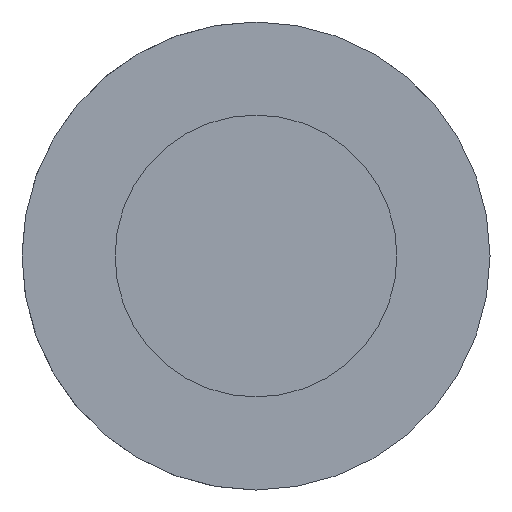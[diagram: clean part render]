
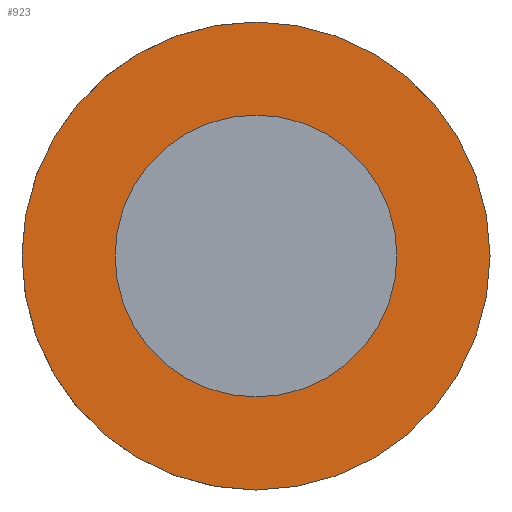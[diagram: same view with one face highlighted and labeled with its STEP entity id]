
A CAD part, left-side view. The second image highlights one B-rep face of the part: STEP entity #923.
In plain terms, the highlighted planar face has unit normal (-1, 0, 0).
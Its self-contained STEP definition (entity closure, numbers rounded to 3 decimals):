
#669 = CYLINDRICAL_SURFACE('',#670,41.5);
#670 = AXIS2_PLACEMENT_3D('',#671,#672,#673);
#671 = CARTESIAN_POINT('',(547.493,0.,880.));
#672 = DIRECTION('',(1.,0.,0.));
#673 = DIRECTION('',(0.,1.,0.));
#923 = ADVANCED_FACE('',(#924,#1028),#939,.T.);
#924 = FACE_BOUND('',#925,.T.);
#925 = EDGE_LOOP('',(#926,#984));
#926 = ORIENTED_EDGE('',*,*,#927,.F.);
#927 = EDGE_CURVE('',#928,#930,#932,.T.);
#928 = VERTEX_POINT('',#929);
#929 = CARTESIAN_POINT('',(517.,-25.,880.));
#930 = VERTEX_POINT('',#931);
#931 = CARTESIAN_POINT('',(517.,0.,905.));
#932 = SURFACE_CURVE('',#933,(#938,#950),.PCURVE_S1.);
#933 = CIRCLE('',#934,25.);
#934 = AXIS2_PLACEMENT_3D('',#935,#936,#937);
#935 = CARTESIAN_POINT('',(517.,0.,880.));
#936 = DIRECTION('',(-1.,0.,0.));
#937 = DIRECTION('',(0.,-1.,0.));
#938 = PCURVE('',#939,#944);
#939 = PLANE('',#940);
#940 = AXIS2_PLACEMENT_3D('',#941,#942,#943);
#941 = CARTESIAN_POINT('',(517.,41.5,880.));
#942 = DIRECTION('',(-1.,0.,0.));
#943 = DIRECTION('',(0.,-1.,0.));
#944 = DEFINITIONAL_REPRESENTATION('',(#945),#949);
#945 = CIRCLE('',#946,25.);
#946 = AXIS2_PLACEMENT_2D('',#947,#948);
#947 = CARTESIAN_POINT('',(41.5,0.));
#948 = DIRECTION('',(1.,0.));
#949 = ( GEOMETRIC_REPRESENTATION_CONTEXT(2) 
PARAMETRIC_REPRESENTATION_CONTEXT() REPRESENTATION_CONTEXT('2D SPACE',''
  ) );
#950 = PCURVE('',#951,#956);
#951 = CYLINDRICAL_SURFACE('',#952,25.);
#952 = AXIS2_PLACEMENT_3D('',#953,#954,#955);
#953 = CARTESIAN_POINT('',(517.,0.,880.));
#954 = DIRECTION('',(-1.,0.,0.));
#955 = DIRECTION('',(0.,0.,1.));
#956 = DEFINITIONAL_REPRESENTATION('',(#957),#983);
#957 = B_SPLINE_CURVE_WITH_KNOTS('',3,(#958,#959,#960,#961,#962,#963,
    #964,#965,#966,#967,#968,#969,#970,#971,#972,#973,#974,#975,#976,
    #977,#978,#979,#980,#981,#982),.UNSPECIFIED.,.F.,.F.,(4,1,1,1,1,1,1,
    1,1,1,1,1,1,1,1,1,1,1,1,1,1,1,4),(0.,0.286,
    0.571,0.857,1.142,1.428,
    1.714,1.999,2.285,2.57,
    2.856,3.142,3.427,3.713,
    3.998,4.284,4.57,4.855,
    5.141,5.426,5.712,5.998,
    6.283),.QUASI_UNIFORM_KNOTS.);
#958 = CARTESIAN_POINT('',(4.712,0.));
#959 = CARTESIAN_POINT('',(4.808,0.));
#960 = CARTESIAN_POINT('',(4.998,0.));
#961 = CARTESIAN_POINT('',(5.284,0.));
#962 = CARTESIAN_POINT('',(5.569,0.));
#963 = CARTESIAN_POINT('',(5.855,0.));
#964 = CARTESIAN_POINT('',(6.14,0.));
#965 = CARTESIAN_POINT('',(6.426,0.));
#966 = CARTESIAN_POINT('',(6.712,0.));
#967 = CARTESIAN_POINT('',(6.997,0.));
#968 = CARTESIAN_POINT('',(7.283,0.));
#969 = CARTESIAN_POINT('',(7.568,0.));
#970 = CARTESIAN_POINT('',(7.854,0.));
#971 = CARTESIAN_POINT('',(8.14,0.));
#972 = CARTESIAN_POINT('',(8.425,0.));
#973 = CARTESIAN_POINT('',(8.711,0.));
#974 = CARTESIAN_POINT('',(8.996,0.));
#975 = CARTESIAN_POINT('',(9.282,0.));
#976 = CARTESIAN_POINT('',(9.568,0.));
#977 = CARTESIAN_POINT('',(9.853,0.));
#978 = CARTESIAN_POINT('',(10.139,0.));
#979 = CARTESIAN_POINT('',(10.424,0.));
#980 = CARTESIAN_POINT('',(10.71,0.));
#981 = CARTESIAN_POINT('',(10.9,0.));
#982 = CARTESIAN_POINT('',(10.996,0.));
#983 = ( GEOMETRIC_REPRESENTATION_CONTEXT(2) 
PARAMETRIC_REPRESENTATION_CONTEXT() REPRESENTATION_CONTEXT('2D SPACE',''
  ) );
#984 = ORIENTED_EDGE('',*,*,#985,.F.);
#985 = EDGE_CURVE('',#930,#928,#986,.T.);
#986 = SURFACE_CURVE('',#987,(#992,#999),.PCURVE_S1.);
#987 = CIRCLE('',#988,25.);
#988 = AXIS2_PLACEMENT_3D('',#989,#990,#991);
#989 = CARTESIAN_POINT('',(517.,0.,880.));
#990 = DIRECTION('',(-1.,0.,0.));
#991 = DIRECTION('',(0.,-1.,0.));
#992 = PCURVE('',#939,#993);
#993 = DEFINITIONAL_REPRESENTATION('',(#994),#998);
#994 = CIRCLE('',#995,25.);
#995 = AXIS2_PLACEMENT_2D('',#996,#997);
#996 = CARTESIAN_POINT('',(41.5,0.));
#997 = DIRECTION('',(1.,0.));
#998 = ( GEOMETRIC_REPRESENTATION_CONTEXT(2) 
PARAMETRIC_REPRESENTATION_CONTEXT() REPRESENTATION_CONTEXT('2D SPACE',''
  ) );
#999 = PCURVE('',#951,#1000);
#1000 = DEFINITIONAL_REPRESENTATION('',(#1001),#1027);
#1001 = B_SPLINE_CURVE_WITH_KNOTS('',3,(#1002,#1003,#1004,#1005,#1006,
    #1007,#1008,#1009,#1010,#1011,#1012,#1013,#1014,#1015,#1016,#1017,
    #1018,#1019,#1020,#1021,#1022,#1023,#1024,#1025,#1026),
  .UNSPECIFIED.,.F.,.F.,(4,1,1,1,1,1,1,1,1,1,1,1,1,1,1,1,1,1,1,1,1,1,4),
  (0.,0.286,0.571,0.857,1.142,
    1.428,1.714,1.999,2.285,
    2.57,2.856,3.142,3.427,
    3.713,3.998,4.284,4.57,
    4.855,5.141,5.426,5.712,
    5.998,6.283),.QUASI_UNIFORM_KNOTS.);
#1002 = CARTESIAN_POINT('',(-1.571,0.));
#1003 = CARTESIAN_POINT('',(-1.476,0.));
#1004 = CARTESIAN_POINT('',(-1.285,0.));
#1005 = CARTESIAN_POINT('',(-1.,0.));
#1006 = CARTESIAN_POINT('',(-0.714,0.));
#1007 = CARTESIAN_POINT('',(-0.428,0.));
#1008 = CARTESIAN_POINT('',(-0.143,0.));
#1009 = CARTESIAN_POINT('',(0.143,0.));
#1010 = CARTESIAN_POINT('',(0.428,0.));
#1011 = CARTESIAN_POINT('',(0.714,0.));
#1012 = CARTESIAN_POINT('',(1.,0.));
#1013 = CARTESIAN_POINT('',(1.285,0.));
#1014 = CARTESIAN_POINT('',(1.571,0.));
#1015 = CARTESIAN_POINT('',(1.856,0.));
#1016 = CARTESIAN_POINT('',(2.142,0.));
#1017 = CARTESIAN_POINT('',(2.428,0.));
#1018 = CARTESIAN_POINT('',(2.713,0.));
#1019 = CARTESIAN_POINT('',(2.999,0.));
#1020 = CARTESIAN_POINT('',(3.284,0.));
#1021 = CARTESIAN_POINT('',(3.57,0.));
#1022 = CARTESIAN_POINT('',(3.856,0.));
#1023 = CARTESIAN_POINT('',(4.141,0.));
#1024 = CARTESIAN_POINT('',(4.427,0.));
#1025 = CARTESIAN_POINT('',(4.617,0.));
#1026 = CARTESIAN_POINT('',(4.712,0.));
#1027 = ( GEOMETRIC_REPRESENTATION_CONTEXT(2) 
PARAMETRIC_REPRESENTATION_CONTEXT() REPRESENTATION_CONTEXT('2D SPACE',''
  ) );
#1028 = FACE_BOUND('',#1029,.T.);
#1029 = EDGE_LOOP('',(#1030));
#1030 = ORIENTED_EDGE('',*,*,#1031,.F.);
#1031 = EDGE_CURVE('',#1032,#1032,#1034,.T.);
#1032 = VERTEX_POINT('',#1033);
#1033 = CARTESIAN_POINT('',(517.,41.5,880.));
#1034 = SURFACE_CURVE('',#1035,(#1040,#1051),.PCURVE_S1.);
#1035 = CIRCLE('',#1036,41.5);
#1036 = AXIS2_PLACEMENT_3D('',#1037,#1038,#1039);
#1037 = CARTESIAN_POINT('',(517.,0.,880.));
#1038 = DIRECTION('',(1.,0.,0.));
#1039 = DIRECTION('',(0.,1.,0.));
#1040 = PCURVE('',#939,#1041);
#1041 = DEFINITIONAL_REPRESENTATION('',(#1042),#1050);
#1042 = ( BOUNDED_CURVE() B_SPLINE_CURVE(2,(#1043,#1044,#1045,#1046,
#1047,#1048,#1049),.UNSPECIFIED.,.F.,.F.) B_SPLINE_CURVE_WITH_KNOTS((1,2
    ,2,2,2,1),(-2.094,0.,2.094,4.189,
6.283,8.378),.UNSPECIFIED.) CURVE() 
GEOMETRIC_REPRESENTATION_ITEM() RATIONAL_B_SPLINE_CURVE((1.,0.5,1.,0.5,
1.,0.5,1.)) REPRESENTATION_ITEM('') );
#1043 = CARTESIAN_POINT('',(0.,0.));
#1044 = CARTESIAN_POINT('',(0.,71.88));
#1045 = CARTESIAN_POINT('',(62.25,35.94));
#1046 = CARTESIAN_POINT('',(124.5,0.));
#1047 = CARTESIAN_POINT('',(62.25,-35.94));
#1048 = CARTESIAN_POINT('',(0.,-71.88));
#1049 = CARTESIAN_POINT('',(0.,0.));
#1050 = ( GEOMETRIC_REPRESENTATION_CONTEXT(2) 
PARAMETRIC_REPRESENTATION_CONTEXT() REPRESENTATION_CONTEXT('2D SPACE',''
  ) );
#1051 = PCURVE('',#669,#1052);
#1052 = DEFINITIONAL_REPRESENTATION('',(#1053),#1079);
#1053 = B_SPLINE_CURVE_WITH_KNOTS('',3,(#1054,#1055,#1056,#1057,#1058,
    #1059,#1060,#1061,#1062,#1063,#1064,#1065,#1066,#1067,#1068,#1069,
    #1070,#1071,#1072,#1073,#1074,#1075,#1076,#1077,#1078),
  .UNSPECIFIED.,.F.,.F.,(4,1,1,1,1,1,1,1,1,1,1,1,1,1,1,1,1,1,1,1,1,1,4),
  (0.,0.286,0.571,0.857,1.142,
    1.428,1.714,1.999,2.285,
    2.57,2.856,3.142,3.427,
    3.713,3.998,4.284,4.57,
    4.855,5.141,5.426,5.712,
    5.998,6.283),.QUASI_UNIFORM_KNOTS.);
#1054 = CARTESIAN_POINT('',(0.,-30.493));
#1055 = CARTESIAN_POINT('',(0.095,-30.493));
#1056 = CARTESIAN_POINT('',(0.286,-30.493));
#1057 = CARTESIAN_POINT('',(0.571,-30.493));
#1058 = CARTESIAN_POINT('',(0.857,-30.493));
#1059 = CARTESIAN_POINT('',(1.142,-30.493));
#1060 = CARTESIAN_POINT('',(1.428,-30.493));
#1061 = CARTESIAN_POINT('',(1.714,-30.493));
#1062 = CARTESIAN_POINT('',(1.999,-30.493));
#1063 = CARTESIAN_POINT('',(2.285,-30.493));
#1064 = CARTESIAN_POINT('',(2.57,-30.493));
#1065 = CARTESIAN_POINT('',(2.856,-30.493));
#1066 = CARTESIAN_POINT('',(3.142,-30.493));
#1067 = CARTESIAN_POINT('',(3.427,-30.493));
#1068 = CARTESIAN_POINT('',(3.713,-30.493));
#1069 = CARTESIAN_POINT('',(3.998,-30.493));
#1070 = CARTESIAN_POINT('',(4.284,-30.493));
#1071 = CARTESIAN_POINT('',(4.57,-30.493));
#1072 = CARTESIAN_POINT('',(4.855,-30.493));
#1073 = CARTESIAN_POINT('',(5.141,-30.493));
#1074 = CARTESIAN_POINT('',(5.426,-30.493));
#1075 = CARTESIAN_POINT('',(5.712,-30.493));
#1076 = CARTESIAN_POINT('',(5.998,-30.493));
#1077 = CARTESIAN_POINT('',(6.188,-30.493));
#1078 = CARTESIAN_POINT('',(6.283,-30.493));
#1079 = ( GEOMETRIC_REPRESENTATION_CONTEXT(2) 
PARAMETRIC_REPRESENTATION_CONTEXT() REPRESENTATION_CONTEXT('2D SPACE',''
  ) );
